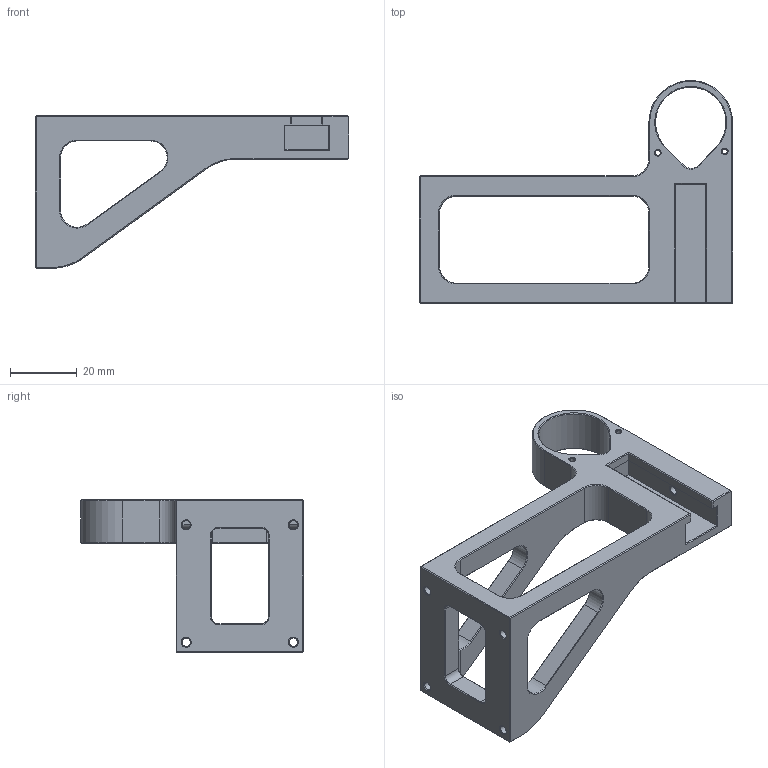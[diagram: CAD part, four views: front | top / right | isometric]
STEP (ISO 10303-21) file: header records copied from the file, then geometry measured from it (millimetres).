
FILE_DESCRIPTION(/* description */ (''),/* implementation_level */ '2;1');
FILE_NAME(/* name */ 'Nozzle Brush.step',/* time_stamp */ '2019-07-31T13:24:12+01:00',/* author */ (''),/* organization */ (''),/* preprocessor_version */ 'ST-DEVELOPER v18',/* originating_system */ 'Autodesk Translation Framework v8.2.0.1029',/* authorisation */ '');
FILE_SCHEMA (('AUTOMOTIVE_DESIGN { 1 0 10303 214 3 1 1 }'));
Length unit declared in the file: millimetre
Products named in the file (2): Nozzle Brush; Wiper
Assembly tree (1 placements, depth 2):
  Nozzle Brush
    Wiper
Bounding box: 93.5 x 66.5 x 45.5 mm (x, y, z)
Volume: 32462.8 mm3; surface area: 17216.9 mm2
Topology: 1 solids, 1 shells, 209 faces, 505 edges, 290 vertices
Faces by surface type: plane 109, cone 52, cylinder 28, bspline 20
Full cylindrical faces by diameter (mm): 1.5 x2, 2.5 x5
Entity records: 6542 total; most frequent: CARTESIAN_POINT 1692, ORIENTED_EDGE 1010, DIRECTION 957, EDGE_CURVE 505, LINE 351, VECTOR 351, AXIS2_PLACEMENT_3D 303, VERTEX_POINT 290
